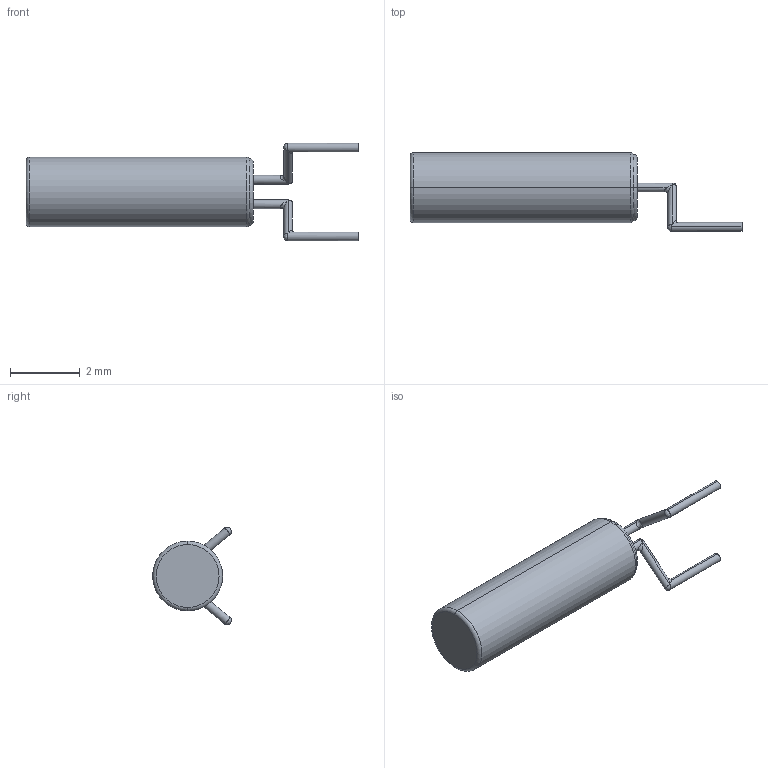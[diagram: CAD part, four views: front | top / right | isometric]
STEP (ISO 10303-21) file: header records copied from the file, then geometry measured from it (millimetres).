
FILE_DESCRIPTION (( 'STEP AP214' ), '1' );
FILE_NAME ('SW3dPS-TC38 SMD.STEP', '2009-10-09T11:00:44', ( 'SysAdmin' ), ( 'SolidWorks' ), 'SwSTEP 2.0', 'SolidWorks 2009', '' );
FILE_SCHEMA (( 'AUTOMOTIVE_DESIGN' ));
Length unit declared in the file: millimetre
Products named in the file (1): SW3dPS-TC38 SMD
Bounding box: 9.5 x 2.25 x 2.79 mm (x, y, z)
Volume: 20.7 mm3; surface area: 53.5 mm2
Topology: 3 solids, 3 shells, 36 faces, 82 edges, 36 vertices
Faces by surface type: cylinder 14, torus 8, bspline 8, plane 6
Entity records: 1588 total; most frequent: CARTESIAN_POINT 539, ORIENTED_EDGE 132, DIRECTION 128, EDGE_CURVE 66, AXIS2_PLACEMENT_3D 57, UNCERTAINTY_MEASURE_WITH_UNIT 39, MECHANICAL_DESIGN_GEOMETRIC_PRESENTATION_REPRESENTATION 38, PRESENTATION_LAYER_ASSIGNMENT 38
